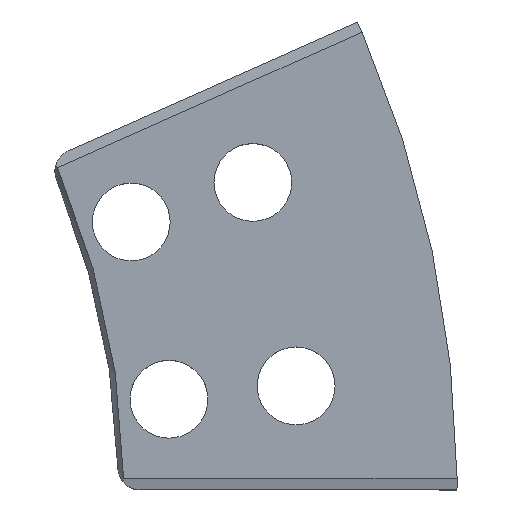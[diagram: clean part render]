
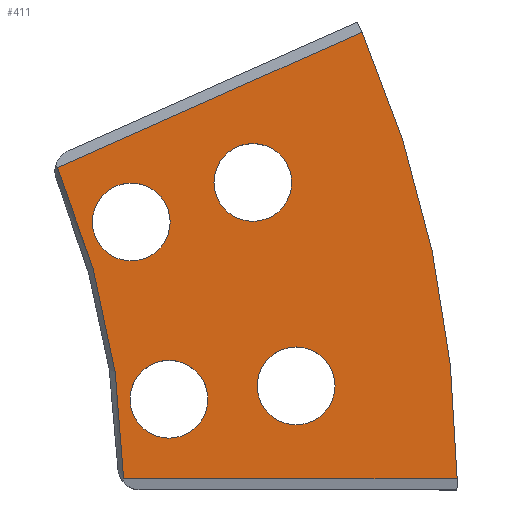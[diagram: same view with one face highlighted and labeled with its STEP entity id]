
A CAD part, top view. The second image highlights one B-rep face of the part: STEP entity #411.
In plain terms, the highlighted planar face has unit normal (0, 0, 1).
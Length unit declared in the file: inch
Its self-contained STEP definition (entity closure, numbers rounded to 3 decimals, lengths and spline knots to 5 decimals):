
#5 = ORIENTED_EDGE ( 'NONE', *, *, #868, .F. ) ;
#33 = DIRECTION ( 'NONE',  ( -0.914, -0.407, 0. ) ) ;
#35 = EDGE_LOOP ( 'NONE', ( #775, #353 ) ) ;
#48 = EDGE_CURVE ( 'NONE', #197, #297, #270, .T. ) ;
#50 = ORIENTED_EDGE ( 'NONE', *, *, #111, .T. ) ;
#55 = AXIS2_PLACEMENT_3D ( 'NONE', #475, #746, #824 ) ;
#56 = CIRCLE ( 'NONE', #540, 0.21875 ) ;
#67 = CARTESIAN_POINT ( 'NONE',  ( 4.59357, 0.0625, 0. ) ) ;
#81 = DIRECTION ( 'NONE',  ( 1., 0., 0. ) ) ;
#86 = EDGE_CURVE ( 'NONE', #722, #849, #118, .T. ) ;
#111 = EDGE_CURVE ( 'NONE', #849, #429, #560, .T. ) ;
#114 = AXIS2_PLACEMENT_3D ( 'NONE', #852, #170, #640 ) ;
#118 = CIRCLE ( 'NONE', #493, 4.594 ) ;
#125 = FACE_BOUND ( 'NONE', #35, .T. ) ;
#127 = DIRECTION ( 'NONE',  ( 0., 0., 1. ) ) ;
#129 = DIRECTION ( 'NONE',  ( 1., 0., 0. ) ) ;
#143 = FACE_BOUND ( 'NONE', #492, .T. ) ;
#144 = CARTESIAN_POINT ( 'NONE',  ( 5.56336, 0.58473, 0. ) ) ;
#146 = FACE_BOUND ( 'NONE', #471, .T. ) ;
#147 = DIRECTION ( 'NONE',  ( 0., 0., 1. ) ) ;
#160 = DIRECTION ( 'NONE',  ( 1., 0., 0. ) ) ;
#164 = ORIENTED_EDGE ( 'NONE', *, *, #336, .F. ) ;
#165 = EDGE_CURVE ( 'NONE', #754, #561, #438, .T. ) ;
#168 = VERTEX_POINT ( 'NONE', #354 ) ;
#170 = DIRECTION ( 'NONE',  ( 0., 0., 1. ) ) ;
#176 = LINE ( 'NONE', #790, #329 ) ;
#178 = CARTESIAN_POINT ( 'NONE',  ( 4.62954, 0.50958, 0. ) ) ;
#197 = VERTEX_POINT ( 'NONE', #581 ) ;
#206 = AXIS2_PLACEMENT_3D ( 'NONE', #858, #127, #390 ) ;
#209 = CARTESIAN_POINT ( 'NONE',  ( 5.32021, 1.72864, 0. ) ) ;
#216 = CARTESIAN_POINT ( 'NONE',  ( 4.41765, 1.50646, 0. ) ) ;
#245 = CIRCLE ( 'NONE', #647, 0.21875 ) ;
#246 = CARTESIAN_POINT ( 'NONE',  ( 4.6364, 1.50646, 0. ) ) ;
#258 = EDGE_CURVE ( 'NONE', #276, #722, #176, .T. ) ;
#259 = EDGE_LOOP ( 'NONE', ( #627, #327, #50, #873 ) ) ;
#262 = EDGE_LOOP ( 'NONE', ( #164, #5 ) ) ;
#263 = DIRECTION ( 'NONE',  ( 0., 0., 1. ) ) ;
#270 = CIRCLE ( 'NONE', #880, 0.21875 ) ;
#276 = VERTEX_POINT ( 'NONE', #569 ) ;
#292 = DIRECTION ( 'NONE',  ( 1., 0., 0. ) ) ;
#297 = VERTEX_POINT ( 'NONE', #509 ) ;
#304 = ORIENTED_EDGE ( 'NONE', *, *, #699, .F. ) ;
#327 = ORIENTED_EDGE ( 'NONE', *, *, #86, .T. ) ;
#329 = VECTOR ( 'NONE', #33, 39.37008 ) ;
#336 = EDGE_CURVE ( 'NONE', #657, #842, #399, .T. ) ;
#340 = CIRCLE ( 'NONE', #206, 6.469 ) ;
#341 = AXIS2_PLACEMENT_3D ( 'NONE', #525, #613, #395 ) ;
#342 = DIRECTION ( 'NONE',  ( 0.978, 0.208, 0. ) ) ;
#346 = CARTESIAN_POINT ( 'NONE',  ( 5.56336, 0.58473, 0. ) ) ;
#353 = ORIENTED_EDGE ( 'NONE', *, *, #403, .F. ) ;
#354 = CARTESIAN_POINT ( 'NONE',  ( 5.06704, 0.50958, 0. ) ) ;
#380 = EDGE_CURVE ( 'NONE', #297, #197, #807, .T. ) ;
#390 = DIRECTION ( 'NONE',  ( 1., 0., 0. ) ) ;
#395 = DIRECTION ( 'NONE',  ( 0.978, 0.208, 0. ) ) ;
#399 = CIRCLE ( 'NONE', #780, 0.21875 ) ;
#400 = DIRECTION ( 'NONE',  ( 1., 0., 0. ) ) ;
#403 = EDGE_CURVE ( 'NONE', #561, #754, #245, .T. ) ;
#404 = DIRECTION ( 'NONE',  ( 0., 0., 1. ) ) ;
#411 = ADVANCED_FACE ( 'NONE', ( #143, #125, #666, #146, #825 ), #820, .T. ) ;
#415 = DIRECTION ( 'NONE',  ( 0., 0., 1. ) ) ;
#421 = DIRECTION ( 'NONE',  ( 0.978, 0.208, 0. ) ) ;
#429 = VERTEX_POINT ( 'NONE', #479 ) ;
#438 = CIRCLE ( 'NONE', #736, 0.21875 ) ;
#448 = DIRECTION ( 'NONE',  ( 1., 0., 0. ) ) ;
#471 = EDGE_LOOP ( 'NONE', ( #304, #782 ) ) ;
#475 = CARTESIAN_POINT ( 'NONE',  ( 4.6364, 1.50646, 0. ) ) ;
#479 = CARTESIAN_POINT ( 'NONE',  ( 6.4687, 0.0625, 0. ) ) ;
#492 = EDGE_LOOP ( 'NONE', ( #643, #618 ) ) ;
#493 = AXIS2_PLACEMENT_3D ( 'NONE', #764, #702, #160 ) ;
#509 = CARTESIAN_POINT ( 'NONE',  ( 5.53896, 1.72864, 0. ) ) ;
#521 = CARTESIAN_POINT ( 'NONE',  ( 4.84829, 0.50958, 0. ) ) ;
#525 = CARTESIAN_POINT ( 'NONE',  ( 5.32021, 1.72864, 0. ) ) ;
#528 = EDGE_CURVE ( 'NONE', #727, #168, #544, .T. ) ;
#539 = DIRECTION ( 'NONE',  ( 0., 0., 1. ) ) ;
#540 = AXIS2_PLACEMENT_3D ( 'NONE', #521, #263, #448 ) ;
#544 = CIRCLE ( 'NONE', #114, 0.21875 ) ;
#560 = LINE ( 'NONE', #610, #601 ) ;
#561 = VERTEX_POINT ( 'NONE', #630 ) ;
#568 = CARTESIAN_POINT ( 'NONE',  ( 4.85515, 1.50646, 0. ) ) ;
#569 = CARTESIAN_POINT ( 'NONE',  ( 5.93487, 2.57396, 0. ) ) ;
#581 = CARTESIAN_POINT ( 'NONE',  ( 5.10146, 1.72864, 0. ) ) ;
#601 = VECTOR ( 'NONE', #292, 39.37008 ) ;
#608 = CARTESIAN_POINT ( 'NONE',  ( 0., 0., 0. ) ) ;
#610 = CARTESIAN_POINT ( 'NONE',  ( 0., 0.0625, 0. ) ) ;
#613 = DIRECTION ( 'NONE',  ( 0., 0., 1. ) ) ;
#618 = ORIENTED_EDGE ( 'NONE', *, *, #48, .F. ) ;
#627 = ORIENTED_EDGE ( 'NONE', *, *, #258, .T. ) ;
#630 = CARTESIAN_POINT ( 'NONE',  ( 5.34461, 0.58473, 0. ) ) ;
#640 = DIRECTION ( 'NONE',  ( 1., 0., 0. ) ) ;
#643 = ORIENTED_EDGE ( 'NONE', *, *, #380, .F. ) ;
#647 = AXIS2_PLACEMENT_3D ( 'NONE', #346, #415, #129 ) ;
#657 = VERTEX_POINT ( 'NONE', #568 ) ;
#658 = CARTESIAN_POINT ( 'NONE',  ( 4.22186, 1.81128, 0. ) ) ;
#666 = FACE_BOUND ( 'NONE', #262, .T. ) ;
#681 = EDGE_CURVE ( 'NONE', #429, #276, #340, .T. ) ;
#699 = EDGE_CURVE ( 'NONE', #168, #727, #56, .T. ) ;
#702 = DIRECTION ( 'NONE',  ( 0., 0., -1. ) ) ;
#722 = VERTEX_POINT ( 'NONE', #658 ) ;
#727 = VERTEX_POINT ( 'NONE', #178 ) ;
#734 = DIRECTION ( 'NONE',  ( 0., 0., 1. ) ) ;
#736 = AXIS2_PLACEMENT_3D ( 'NONE', #144, #147, #81 ) ;
#746 = DIRECTION ( 'NONE',  ( 0., 0., 1. ) ) ;
#754 = VERTEX_POINT ( 'NONE', #874 ) ;
#764 = CARTESIAN_POINT ( 'NONE',  ( 0., 0., 0. ) ) ;
#775 = ORIENTED_EDGE ( 'NONE', *, *, #165, .F. ) ;
#780 = AXIS2_PLACEMENT_3D ( 'NONE', #246, #539, #421 ) ;
#782 = ORIENTED_EDGE ( 'NONE', *, *, #528, .F. ) ;
#790 = CARTESIAN_POINT ( 'NONE',  ( 4.19393, 1.79884, 0. ) ) ;
#807 = CIRCLE ( 'NONE', #341, 0.21875 ) ;
#820 = PLANE ( 'NONE',  #869 ) ;
#824 = DIRECTION ( 'NONE',  ( 0.978, 0.208, 0. ) ) ;
#825 = FACE_OUTER_BOUND ( 'NONE', #259, .T. ) ;
#842 = VERTEX_POINT ( 'NONE', #216 ) ;
#849 = VERTEX_POINT ( 'NONE', #67 ) ;
#852 = CARTESIAN_POINT ( 'NONE',  ( 4.84829, 0.50958, 0. ) ) ;
#858 = CARTESIAN_POINT ( 'NONE',  ( 0., 0., 0. ) ) ;
#866 = CIRCLE ( 'NONE', #55, 0.21875 ) ;
#868 = EDGE_CURVE ( 'NONE', #842, #657, #866, .T. ) ;
#869 = AXIS2_PLACEMENT_3D ( 'NONE', #608, #734, #400 ) ;
#873 = ORIENTED_EDGE ( 'NONE', *, *, #681, .T. ) ;
#874 = CARTESIAN_POINT ( 'NONE',  ( 5.78211, 0.58473, 0. ) ) ;
#880 = AXIS2_PLACEMENT_3D ( 'NONE', #209, #404, #342 ) ;
